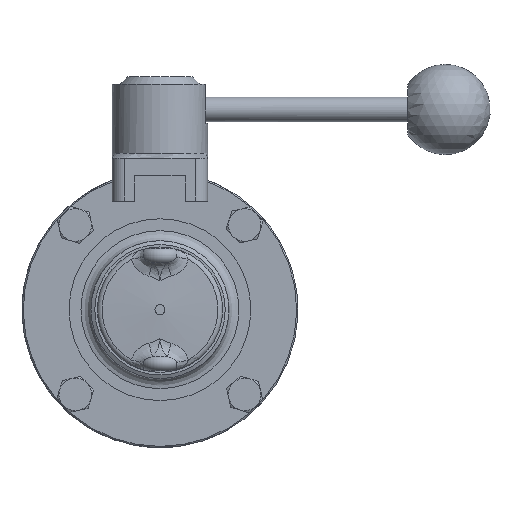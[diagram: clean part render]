
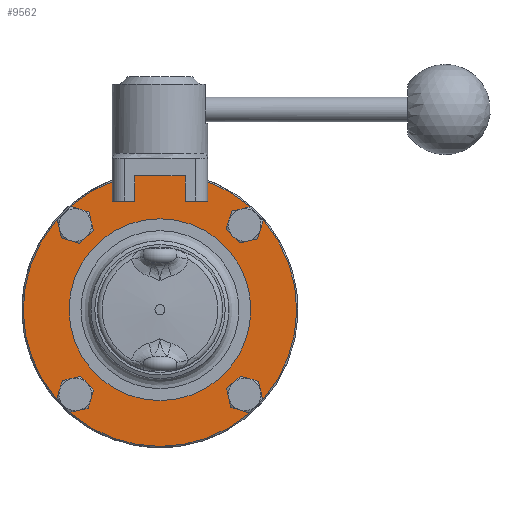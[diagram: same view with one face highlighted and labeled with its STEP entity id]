
A CAD part, left-side view. The second image highlights one B-rep face of the part: STEP entity #9562.
In plain terms, the highlighted planar face has unit normal (-1, 0, 0).
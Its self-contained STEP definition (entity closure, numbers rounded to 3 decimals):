
#839=CARTESIAN_POINT('',(-10.,-19.0,51.081));
#840=VERTEX_POINT('',#839);
#841=CARTESIAN_POINT('',(-10.,-11.374,53.3));
#842=VERTEX_POINT('',#841);
#1141=CARTESIAN_POINT('',(-10.,10.,53.3));
#1142=VERTEX_POINT('',#1141);
#1149=CARTESIAN_POINT('',(-10.,11.374,53.3));
#1150=VERTEX_POINT('',#1149);
#1151=CARTESIAN_POINT('',(-10.,11.374,53.3));
#1152=DIRECTION('',(0.0,-1.0,0.0));
#1153=VECTOR('',#1152,1.374);
#1154=LINE('',#1151,#1153);
#1155=EDGE_CURVE('',#1150,#1142,#1154,.T.);
#1172=CARTESIAN_POINT('',(-10.,-10.,53.3));
#1173=VERTEX_POINT('',#1172);
#1174=CARTESIAN_POINT('',(-10.,-10.,53.3));
#1175=DIRECTION('',(0.0,-1.0,0.0));
#1176=VECTOR('',#1175,1.374);
#1177=LINE('',#1174,#1176);
#1178=EDGE_CURVE('',#1173,#842,#1177,.T.);
#1361=CARTESIAN_POINT('',(-10.,-10.,43.3));
#1362=VERTEX_POINT('',#1361);
#1363=CARTESIAN_POINT('',(-10.,-10.,43.3));
#1364=DIRECTION('',(0.0,0.0,1.0));
#1365=VECTOR('',#1364,10.);
#1366=LINE('',#1363,#1365);
#1367=EDGE_CURVE('',#1362,#1173,#1366,.T.);
#1393=CARTESIAN_POINT('',(-10.0,10.0,43.3));
#1394=VERTEX_POINT('',#1393);
#1395=CARTESIAN_POINT('',(-10.,10.,53.3));
#1396=DIRECTION('',(0.0,0.0,-1.0));
#1397=VECTOR('',#1396,10.);
#1398=LINE('',#1395,#1397);
#1399=EDGE_CURVE('',#1142,#1394,#1398,.T.);
#1579=CARTESIAN_POINT('',(-10.,19.,51.081));
#1580=VERTEX_POINT('',#1579);
#1622=CARTESIAN_POINT('',(-10.,19.0,43.3));
#1623=VERTEX_POINT('',#1622);
#1630=CARTESIAN_POINT('',(-10.0,10.0,43.3));
#1631=DIRECTION('',(0.0,1.0,0.0));
#1632=VECTOR('',#1631,9.0);
#1633=LINE('',#1630,#1632);
#1634=EDGE_CURVE('',#1394,#1623,#1633,.T.);
#1678=CARTESIAN_POINT('',(-10.,19.0,43.3));
#1679=DIRECTION('',(0.0,0.0,1.0));
#1680=VECTOR('',#1679,7.781);
#1681=LINE('',#1678,#1680);
#1682=EDGE_CURVE('',#1623,#1580,#1681,.T.);
#1725=CARTESIAN_POINT('',(-10.,-19.0,43.3));
#1726=VERTEX_POINT('',#1725);
#1727=CARTESIAN_POINT('',(-10.,-19.0,43.3));
#1728=DIRECTION('',(0.0,1.0,0.0));
#1729=VECTOR('',#1728,9.);
#1730=LINE('',#1727,#1729);
#1731=EDGE_CURVE('',#1726,#1362,#1730,.T.);
#2268=CARTESIAN_POINT('',(-10.,-19.0,51.081));
#2269=DIRECTION('',(0.0,0.0,-1.0));
#2270=VECTOR('',#2269,7.781);
#2271=LINE('',#2268,#2270);
#2272=EDGE_CURVE('',#840,#1726,#2271,.T.);
#2566=CARTESIAN_POINT('',(-10.,0.,0.));
#2567=DIRECTION('',(-1.0,0.0,0.0));
#2568=DIRECTION('',(0.0,0.0,-1.0));
#2569=AXIS2_PLACEMENT_3D('',#2566,#2567,#2568);
#2570=CIRCLE('',#2569,54.5);
#2571=EDGE_CURVE('',#1580,#840,#2570,.T.);
#2574=CARTESIAN_POINT('',(-10.,0.,0.));
#2575=DIRECTION('',(-1.0,0.0,0.0));
#2576=DIRECTION('',(0.0,0.0,-1.0));
#2577=AXIS2_PLACEMENT_3D('',#2574,#2575,#2576);
#2578=CIRCLE('',#2577,54.5);
#2579=EDGE_CURVE('',#842,#1150,#2578,.T.);
#8235=CARTESIAN_POINT('',(-10.,35.438,-39.213));
#8236=VERTEX_POINT('',#8235);
#8237=CARTESIAN_POINT('',(-10.,33.764,-33.764));
#8238=DIRECTION('',(1.0,0.0,0.0));
#8239=DIRECTION('',(0.0,0.294,-0.956));
#8240=AXIS2_PLACEMENT_3D('',#8237,#8238,#8239);
#8241=CIRCLE('',#8240,5.7);
#8242=EDGE_CURVE('',#8236,#8236,#8241,.T.);
#9095=CARTESIAN_POINT('',(-10.,-35.438,39.213));
#9096=VERTEX_POINT('',#9095);
#9097=CARTESIAN_POINT('',(-10.,-33.764,33.764));
#9098=DIRECTION('',(1.0,0.0,0.0));
#9099=DIRECTION('',(0.0,-0.294,0.956));
#9100=AXIS2_PLACEMENT_3D('',#9097,#9098,#9099);
#9101=CIRCLE('',#9100,5.7);
#9102=EDGE_CURVE('',#9096,#9096,#9101,.T.);
#9506=CARTESIAN_POINT('',(-10.,0.,-45.375));
#9507=DIRECTION('',(-1.0,0.0,0.0));
#9508=DIRECTION('',(0.0,0.0,1.0));
#9509=AXIS2_PLACEMENT_3D('',#9506,#9507,#9508);
#9510=PLANE('',#9509);
#9511=ORIENTED_EDGE('',*,*,#1682,.T.);
#9512=ORIENTED_EDGE('',*,*,#2571,.T.);
#9513=ORIENTED_EDGE('',*,*,#2272,.T.);
#9514=ORIENTED_EDGE('',*,*,#1731,.T.);
#9515=ORIENTED_EDGE('',*,*,#1367,.T.);
#9516=ORIENTED_EDGE('',*,*,#1178,.T.);
#9517=ORIENTED_EDGE('',*,*,#2579,.T.);
#9518=ORIENTED_EDGE('',*,*,#1155,.T.);
#9519=ORIENTED_EDGE('',*,*,#1399,.T.);
#9520=ORIENTED_EDGE('',*,*,#1634,.T.);
#9521=EDGE_LOOP('',(#9511,#9512,#9513,#9514,#9515,#9516,#9517,#9518,#9519,#9520));
#9522=FACE_OUTER_BOUND('',#9521,.T.);
#9523=CARTESIAN_POINT('',(-10.,39.213,35.438));
#9524=VERTEX_POINT('',#9523);
#9525=CARTESIAN_POINT('',(-10.,33.764,33.764));
#9526=DIRECTION('',(1.0,0.0,0.0));
#9527=DIRECTION('',(0.0,0.956,0.294));
#9528=AXIS2_PLACEMENT_3D('',#9525,#9526,#9527);
#9529=CIRCLE('',#9528,5.7);
#9530=EDGE_CURVE('',#9524,#9524,#9529,.T.);
#9531=ORIENTED_EDGE('',*,*,#9530,.T.);
#9532=EDGE_LOOP('',(#9531));
#9533=FACE_BOUND('',#9532,.T.);
#9534=ORIENTED_EDGE('',*,*,#8242,.T.);
#9535=EDGE_LOOP('',(#9534));
#9536=FACE_BOUND('',#9535,.T.);
#9537=CARTESIAN_POINT('',(-10.,-39.213,-35.438));
#9538=VERTEX_POINT('',#9537);
#9539=CARTESIAN_POINT('',(-10.,-33.764,-33.764));
#9540=DIRECTION('',(1.0,0.0,0.0));
#9541=DIRECTION('',(0.0,-0.956,-0.294));
#9542=AXIS2_PLACEMENT_3D('',#9539,#9540,#9541);
#9543=CIRCLE('',#9542,5.7);
#9544=EDGE_CURVE('',#9538,#9538,#9543,.T.);
#9545=ORIENTED_EDGE('',*,*,#9544,.T.);
#9546=EDGE_LOOP('',(#9545));
#9547=FACE_BOUND('',#9546,.T.);
#9548=ORIENTED_EDGE('',*,*,#9102,.T.);
#9549=EDGE_LOOP('',(#9548));
#9550=FACE_BOUND('',#9549,.T.);
#9551=CARTESIAN_POINT('',(-10.,0.,-36.25));
#9552=VERTEX_POINT('',#9551);
#9553=CARTESIAN_POINT('',(-10.,0.,0.));
#9554=DIRECTION('',(-1.0,0.0,0.0));
#9555=DIRECTION('',(0.0,0.0,-1.0));
#9556=AXIS2_PLACEMENT_3D('',#9553,#9554,#9555);
#9557=CIRCLE('',#9556,36.25);
#9558=EDGE_CURVE('',#9552,#9552,#9557,.T.);
#9559=ORIENTED_EDGE('',*,*,#9558,.F.);
#9560=EDGE_LOOP('',(#9559));
#9561=FACE_BOUND('',#9560,.T.);
#9562=ADVANCED_FACE('',(#9522,#9533,#9536,#9547,#9550,#9561),#9510,.T.);
